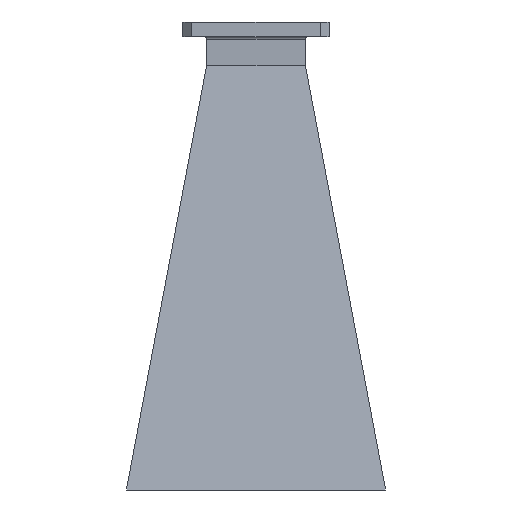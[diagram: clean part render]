
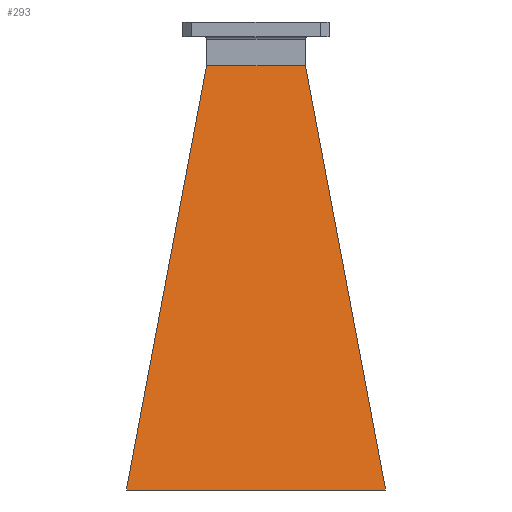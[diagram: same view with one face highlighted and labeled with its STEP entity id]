
A CAD part, front view. The second image highlights one B-rep face of the part: STEP entity #293.
In plain terms, the highlighted planar face has unit normal (0, -0.987, 0.16).
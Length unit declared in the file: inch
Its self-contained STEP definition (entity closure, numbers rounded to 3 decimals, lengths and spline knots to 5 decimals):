
#10 = CARTESIAN_POINT ( 'NONE',  ( -0.844, -0.4465, -0.75 ) ) ;
#59 = B_SPLINE_CURVE_WITH_KNOTS ( 'NONE', 3,
 ( #888, #1123, #1376, #10 ),
 .UNSPECIFIED., .F., .F.,
 ( 4, 4 ),
 ( 0., 1. ),
 .UNSPECIFIED. ) ;
#87 = CARTESIAN_POINT ( 'NONE',  ( -2.215, -1.625, -8. ) ) ;
#92 = VECTOR ( 'NONE', #110, 39.37008 ) ;
#97 = CARTESIAN_POINT ( 'NONE',  ( 2.215, -1.625, -8. ) ) ;
#110 = DIRECTION ( 'NONE',  ( -0.183, 0.158, 0.97 ) ) ;
#124 = VERTEX_POINT ( 'NONE', #693 ) ;
#132 = DIRECTION ( 'NONE',  ( 0., -0.987, 0.16 ) ) ;
#245 = VECTOR ( 'NONE', #1072, 39.37008 ) ;
#264 = ORIENTED_EDGE ( 'NONE', *, *, #868, .T. ) ;
#289 = EDGE_CURVE ( 'NONE', #124, #579, #1583, .T. ) ;
#293 = ADVANCED_FACE ( 'NONE', ( #1629 ), #1112, .T. ) ;
#299 = CARTESIAN_POINT ( 'NONE',  ( -2.215, -1.625, -8. ) ) ;
#511 = DIRECTION ( 'NONE',  ( 0., -0.16, -0.987 ) ) ;
#579 = VERTEX_POINT ( 'NONE', #812 ) ;
#604 = EDGE_CURVE ( 'NONE', #1189, #1411, #722, .T. ) ;
#693 = CARTESIAN_POINT ( 'NONE',  ( 2.215, -1.625, -8. ) ) ;
#722 = LINE ( 'NONE', #299, #245 ) ;
#749 = ORIENTED_EDGE ( 'NONE', *, *, #289, .T. ) ;
#812 = CARTESIAN_POINT ( 'NONE',  ( 0.844, -0.4465, -0.75 ) ) ;
#854 = EDGE_CURVE ( 'NONE', #1189, #124, #1606, .T. ) ;
#868 = EDGE_CURVE ( 'NONE', #579, #1411, #59, .T. ) ;
#888 = CARTESIAN_POINT ( 'NONE',  ( 0.844, -0.4465, -0.75 ) ) ;
#924 = ORIENTED_EDGE ( 'NONE', *, *, #854, .T. ) ;
#926 = AXIS2_PLACEMENT_3D ( 'NONE', #1520, #132, #511 ) ;
#991 = DIRECTION ( 'NONE',  ( 1., 0., 0. ) ) ;
#1072 = DIRECTION ( 'NONE',  ( 0.183, 0.158, 0.97 ) ) ;
#1112 = PLANE ( 'NONE',  #926 ) ;
#1119 = CARTESIAN_POINT ( 'NONE',  ( -0.844, -0.4465, -0.75 ) ) ;
#1123 = CARTESIAN_POINT ( 'NONE',  ( 0.28133, -0.4465, -0.75 ) ) ;
#1148 = ORIENTED_EDGE ( 'NONE', *, *, #604, .F. ) ;
#1189 = VERTEX_POINT ( 'NONE', #87 ) ;
#1318 = EDGE_LOOP ( 'NONE', ( #749, #264, #1148, #924 ) ) ;
#1376 = CARTESIAN_POINT ( 'NONE',  ( -0.28133, -0.4465, -0.75 ) ) ;
#1411 = VERTEX_POINT ( 'NONE', #1119 ) ;
#1514 = CARTESIAN_POINT ( 'NONE',  ( -2.215, -1.625, -8. ) ) ;
#1520 = CARTESIAN_POINT ( 'NONE',  ( 0., -0.31623, 0.0514 ) ) ;
#1580 = VECTOR ( 'NONE', #991, 39.37008 ) ;
#1583 = LINE ( 'NONE', #97, #92 ) ;
#1606 = LINE ( 'NONE', #1514, #1580 ) ;
#1629 = FACE_OUTER_BOUND ( 'NONE', #1318, .T. ) ;
